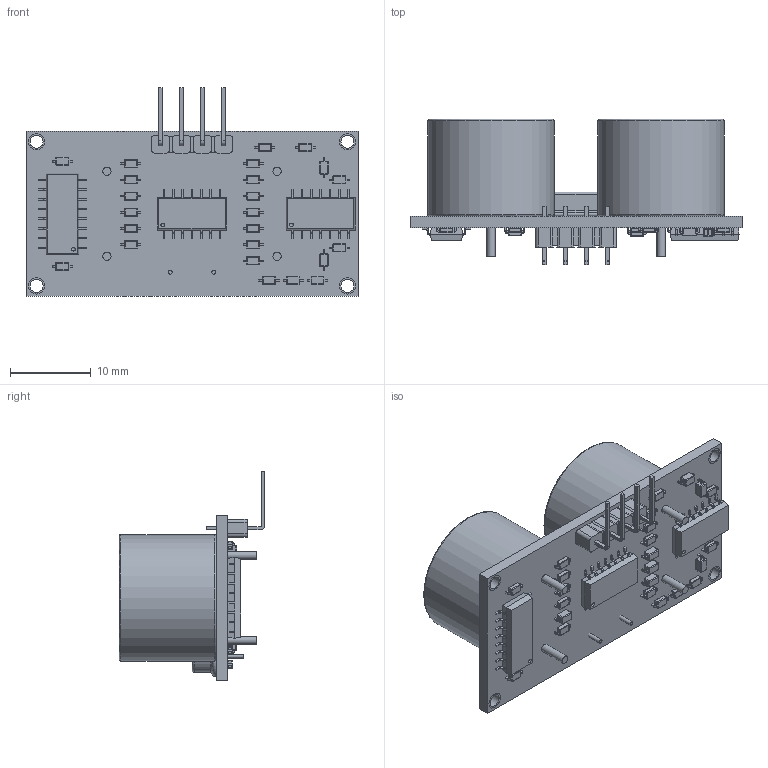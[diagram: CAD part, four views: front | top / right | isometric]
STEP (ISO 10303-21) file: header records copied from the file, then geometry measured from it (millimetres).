
FILE_DESCRIPTION(/* description */ (''),/* implementation_level */ '2;1');
FILE_NAME(/* name */ 'HC_SRO4.step',/* time_stamp */ '2017-12-14T21:13:26-03:00',/* author */ ('fernandocesar95'),/* organization */ (''),/* preprocessor_version */ 'ST-DEVELOPER v16.13',/* originating_system */ 'Autodesk Translation Framework v6.5.0.72',/* authorisation */ '');
FILE_SCHEMA (('AUTOMOTIVE_DESIGN { 1 0 10303 214 3 1 1 }'));
Length unit declared in the file: millimetre
Products named in the file (9): HC_SRO4; microprocessor_2; component; connector; Board; speaker; microprocessor_1; resistor; Capacitor
Assembly tree (32 placements, depth 2):
  HC_SRO4
    speaker  x2
    microprocessor_1  x2
    microprocessor_2
    component
    resistor  x17
    Capacitor  x7
    connector
    Board
Bounding box: 41 x 18 x 25.8 mm (x, y, z)
Volume: 4510.6 mm3; surface area: 6155.2 mm2
Topology: 137 solids, 137 shells, 4047 faces, 10699 edges, 6939 vertices
Faces by surface type: plane 3126, cylinder 716, sphere 195, torus 10
Full cylindrical faces by diameter (mm): 0.5 x2, 1 x8, 1.6 x4, 2 x8, 6 x2, 12.6 x2, 15.6 x2
Entity records: 57682 total; most frequent: CARTESIAN_POINT 10009, ORIENTED_EDGE 9854, DIRECTION 9097, EDGE_CURVE 4927, LINE 4389, VECTOR 4389, VERTEX_POINT 3266, AXIS2_PLACEMENT_3D 2354
